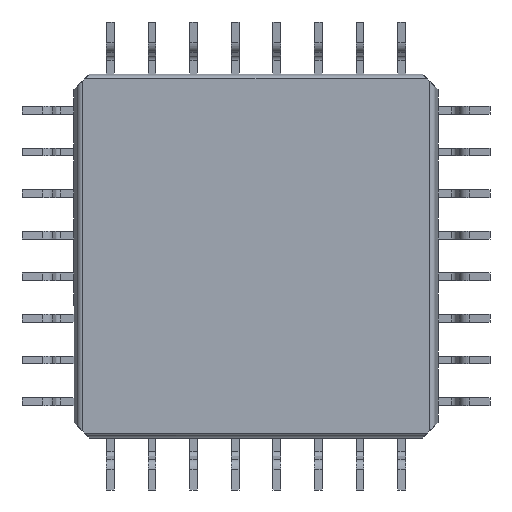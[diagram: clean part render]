
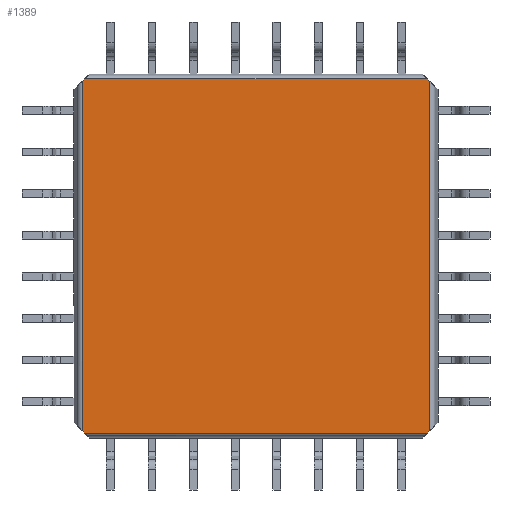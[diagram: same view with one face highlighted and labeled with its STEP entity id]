
A CAD part, front view. The second image highlights one B-rep face of the part: STEP entity #1389.
In plain terms, the highlighted planar face has unit normal (0, -1, 0).
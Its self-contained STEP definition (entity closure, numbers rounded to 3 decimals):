
#1389=ADVANCED_FACE('',(#2781),#2782,.T.);
#2781=FACE_OUTER_BOUND('',#4188,.T.);
#2782=PLANE('',#4189);
#4188=EDGE_LOOP('',(#8444,#8445,#8446,#8447,#8448,#8449,#8450,#8451));
#4189=AXIS2_PLACEMENT_3D('',#8452,#8453,#8454);
#8444=ORIENTED_EDGE('',*,*,#10227,.T.);
#8445=ORIENTED_EDGE('',*,*,#10306,.T.);
#8446=ORIENTED_EDGE('',*,*,#10267,.T.);
#8447=ORIENTED_EDGE('',*,*,#10307,.F.);
#8448=ORIENTED_EDGE('',*,*,#10289,.T.);
#8449=ORIENTED_EDGE('',*,*,#10308,.T.);
#8450=ORIENTED_EDGE('',*,*,#10299,.T.);
#8451=ORIENTED_EDGE('',*,*,#10256,.T.);
#8452=CARTESIAN_POINT('',(3.55,0.1,3.5));
#8453=DIRECTION('',(0.0,-1.0,-0.0));
#8454=DIRECTION('',(-1.0,0.0,0.));
#10227=EDGE_CURVE('',#12728,#12729,#12730,.T.);
#10256=EDGE_CURVE('',#12775,#12728,#12776,.T.);
#10267=EDGE_CURVE('',#12795,#12793,#12796,.T.);
#10289=EDGE_CURVE('',#12826,#12824,#12827,.T.);
#10299=EDGE_CURVE('',#12840,#12775,#12841,.T.);
#10306=EDGE_CURVE('',#12729,#12795,#12849,.T.);
#10307=EDGE_CURVE('',#12826,#12793,#12850,.T.);
#10308=EDGE_CURVE('',#12824,#12840,#12851,.T.);
#12728=VERTEX_POINT('',#16206);
#12729=VERTEX_POINT('',#16207);
#12730=LINE('',#16208,#16209);
#12775=VERTEX_POINT('',#16271);
#12776=LINE('',#16272,#16273);
#12793=VERTEX_POINT('',#16295);
#12795=VERTEX_POINT('',#16297);
#12796=LINE('',#16298,#16299);
#12824=VERTEX_POINT('',#16338);
#12826=VERTEX_POINT('',#16340);
#12827=LINE('',#16341,#16342);
#12840=VERTEX_POINT('',#16359);
#12841=LINE('',#16360,#16361);
#12849=LINE('',#16370,#16371);
#12850=LINE('',#16372,#16373);
#12851=LINE('',#16374,#16375);
#16206=CARTESIAN_POINT('',(0.209,0.1,-3.359));
#16207=CARTESIAN_POINT('',(0.256,0.1,-3.406));
#16208=CARTESIAN_POINT('',(-0.675,0.1,-2.475));
#16209=VECTOR('',#18103,1.0);
#16271=CARTESIAN_POINT('',(0.209,0.1,3.359));
#16272=CARTESIAN_POINT('',(0.209,0.1,3.5));
#16273=VECTOR('',#18139,1.0);
#16295=CARTESIAN_POINT('',(6.891,0.1,-3.359));
#16297=CARTESIAN_POINT('',(6.844,0.1,-3.406));
#16298=CARTESIAN_POINT('',(7.775,0.1,-2.475));
#16299=VECTOR('',#18157,1.0);
#16338=CARTESIAN_POINT('',(6.844,0.1,3.406));
#16340=CARTESIAN_POINT('',(6.891,0.1,3.359));
#16341=CARTESIAN_POINT('',(6.025,0.1,4.225));
#16342=VECTOR('',#18181,1.0);
#16359=CARTESIAN_POINT('',(0.256,0.1,3.406));
#16360=CARTESIAN_POINT('',(1.075,0.1,4.225));
#16361=VECTOR('',#18192,1.0);
#16370=CARTESIAN_POINT('',(3.55,0.1,-3.406));
#16371=VECTOR('',#18200,1.0);
#16372=CARTESIAN_POINT('',(6.891,0.1,3.5));
#16373=VECTOR('',#18201,1.0);
#16374=CARTESIAN_POINT('',(3.55,0.1,3.406));
#16375=VECTOR('',#18202,1.0);
#18103=DIRECTION('',(0.707,0.0,-0.707));
#18139=DIRECTION('',(0.,0.0,-1.0));
#18157=DIRECTION('',(0.707,0.0,0.707));
#18181=DIRECTION('',(-0.707,0.0,0.707));
#18192=DIRECTION('',(-0.707,0.0,-0.707));
#18200=DIRECTION('',(1.0,0.0,0.));
#18201=DIRECTION('',(0.,0.0,-1.0));
#18202=DIRECTION('',(-1.0,-0.0,0.));
